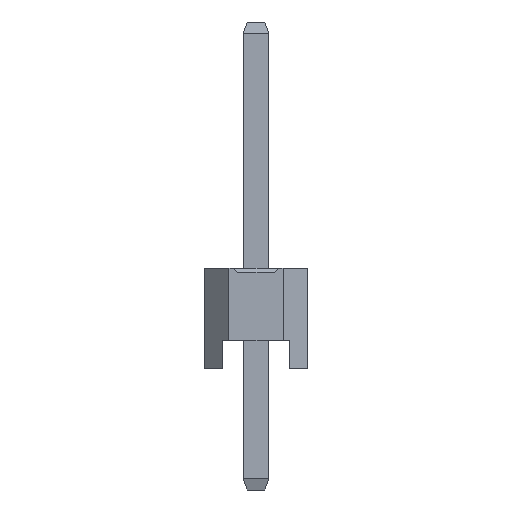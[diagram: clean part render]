
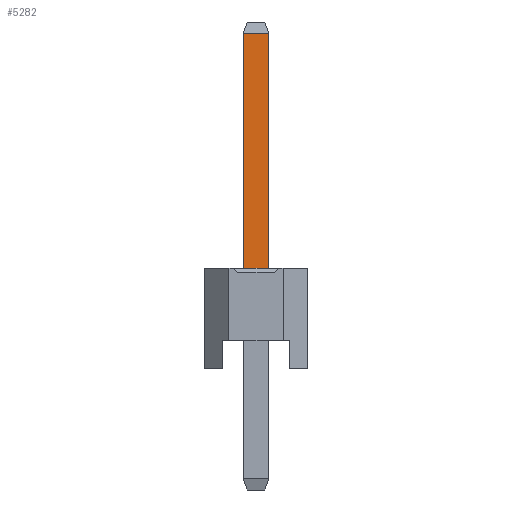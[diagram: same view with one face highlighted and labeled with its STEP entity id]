
A CAD part, left-side view. The second image highlights one B-rep face of the part: STEP entity #5282.
In plain terms, the highlighted planar face has unit normal (-1, 0, 0).
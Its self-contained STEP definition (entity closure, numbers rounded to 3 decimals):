
#5282=ADVANCED_FACE('',(#13877),#13879,.T.);
#13877=FACE_BOUND('',#13878,.T.);
#13878=EDGE_LOOP('',(#20607,#20608,#20609,#20610));
#13879=PLANE('',#13880);
#13880=AXIS2_PLACEMENT_3D('',#13881,#13882,#13883);
#13881=CARTESIAN_POINT('',(-0.32,0.32,-3.));
#13882=DIRECTION('',(-1.,0.,0.));
#13883=DIRECTION('',(0.,-1.,0.));
#20607=ORIENTED_EDGE('',*,*,#24536,.F.);
#20608=ORIENTED_EDGE('',*,*,#24531,.F.);
#20609=ORIENTED_EDGE('',*,*,#23246,.T.);
#20610=ORIENTED_EDGE('',*,*,#24535,.T.);
#23246=EDGE_CURVE('',#26594,#26598,#26600,.T.);
#24531=EDGE_CURVE('',#26594,#28524,#28527,.T.);
#24535=EDGE_CURVE('',#26598,#28531,#28533,.T.);
#24536=EDGE_CURVE('',#28524,#28531,#28534,.T.);
#26594=VERTEX_POINT('',#32328);
#26598=VERTEX_POINT('',#32336);
#26600=LINE('',#32340,#32341);
#28524=VERTEX_POINT('',#36830);
#28527=LINE('',#36837,#36838);
#28531=VERTEX_POINT('',#36847);
#28533=LINE('',#36851,#36852);
#28534=LINE('',#36854,#36855);
#32328=CARTESIAN_POINT('',(-0.32,0.32,2.5));
#32336=CARTESIAN_POINT('',(-0.32,-0.32,2.5));
#32340=CARTESIAN_POINT('',(-0.32,0.32,2.5));
#32341=VECTOR('',#32342,1.);
#32342=DIRECTION('',(0.,-1.,0.));
#36830=CARTESIAN_POINT('',(-0.32,0.32,8.325));
#36837=CARTESIAN_POINT('',(-0.32,0.32,2.5));
#36838=VECTOR('',#36839,1.);
#36839=DIRECTION('',(0.,0.,1.));
#36847=CARTESIAN_POINT('',(-0.32,-0.32,8.325));
#36851=CARTESIAN_POINT('',(-0.32,-0.32,2.5));
#36852=VECTOR('',#36853,1.);
#36853=DIRECTION('',(0.,0.,1.));
#36854=CARTESIAN_POINT('',(-0.32,0.32,8.325));
#36855=VECTOR('',#36856,1.);
#36856=DIRECTION('',(0.,-1.,0.));
